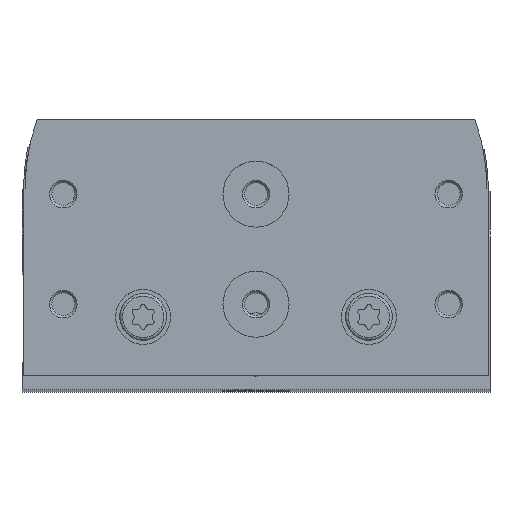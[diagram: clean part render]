
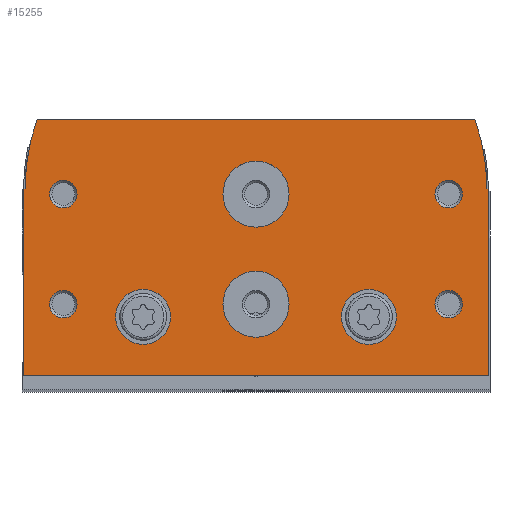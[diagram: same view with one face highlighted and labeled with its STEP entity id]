
A CAD part, top view. The second image highlights one B-rep face of the part: STEP entity #15255.
In plain terms, the highlighted planar face has unit normal (0, 0, 1).
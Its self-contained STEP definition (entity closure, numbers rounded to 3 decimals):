
#570=LINE('',#23873,#1434);
#575=LINE('',#23883,#1439);
#582=LINE('',#23900,#1446);
#588=LINE('',#23912,#1452);
#596=LINE('',#23933,#1460);
#597=LINE('',#23991,#1461);
#1434=VECTOR('',#19377,1000.);
#1439=VECTOR('',#19384,1000.);
#1446=VECTOR('',#19399,1000.);
#1452=VECTOR('',#19409,1000.);
#1460=VECTOR('',#19431,1000.);
#1461=VECTOR('',#19490,1000.);
#2007=PLANE('',#16501);
#3711=ORIENTED_EDGE('',*,*,#6730,.F.);
#3712=ORIENTED_EDGE('',*,*,#6731,.F.);
#3713=ORIENTED_EDGE('',*,*,#6732,.T.);
#3714=ORIENTED_EDGE('',*,*,#6733,.T.);
#3715=ORIENTED_EDGE('',*,*,#6734,.T.);
#3716=ORIENTED_EDGE('',*,*,#6735,.T.);
#3717=ORIENTED_EDGE('',*,*,#6736,.T.);
#3718=ORIENTED_EDGE('',*,*,#6737,.T.);
#3719=ORIENTED_EDGE('',*,*,#6688,.T.);
#3720=ORIENTED_EDGE('',*,*,#6682,.T.);
#3721=ORIENTED_EDGE('',*,*,#6700,.T.);
#3722=ORIENTED_EDGE('',*,*,#6668,.T.);
#3723=ORIENTED_EDGE('',*,*,#6673,.T.);
#3724=ORIENTED_EDGE('',*,*,#6677,.T.);
#3725=ORIENTED_EDGE('',*,*,#6729,.T.);
#3726=ORIENTED_EDGE('',*,*,#6694,.T.);
#6668=EDGE_CURVE('',#8326,#8325,#570,.T.);
#6673=EDGE_CURVE('',#8325,#8329,#575,.T.);
#6677=EDGE_CURVE('',#8329,#8331,#9411,.T.);
#6682=EDGE_CURVE('',#8333,#8335,#582,.T.);
#6688=EDGE_CURVE('',#8339,#8333,#588,.T.);
#6694=EDGE_CURVE('',#8344,#8339,#9413,.T.);
#6700=EDGE_CURVE('',#8335,#8326,#596,.T.);
#6729=EDGE_CURVE('',#8331,#8344,#597,.T.);
#6730=EDGE_CURVE('',#8374,#8374,#9444,.T.);
#6731=EDGE_CURVE('',#8375,#8375,#9445,.T.);
#6732=EDGE_CURVE('',#8376,#8376,#9446,.T.);
#6733=EDGE_CURVE('',#8377,#8377,#9447,.T.);
#6734=EDGE_CURVE('',#8378,#8378,#9448,.T.);
#6735=EDGE_CURVE('',#8379,#8379,#9449,.T.);
#6736=EDGE_CURVE('',#8380,#8380,#9450,.T.);
#6737=EDGE_CURVE('',#8381,#8381,#9451,.T.);
#8325=VERTEX_POINT('',#23872);
#8326=VERTEX_POINT('',#23874);
#8329=VERTEX_POINT('',#23882);
#8331=VERTEX_POINT('',#23889);
#8333=VERTEX_POINT('',#23894);
#8335=VERTEX_POINT('',#23899);
#8339=VERTEX_POINT('',#23910);
#8344=VERTEX_POINT('',#23925);
#8374=VERTEX_POINT('',#23994);
#8375=VERTEX_POINT('',#23996);
#8376=VERTEX_POINT('',#23998);
#8377=VERTEX_POINT('',#24000);
#8378=VERTEX_POINT('',#24002);
#8379=VERTEX_POINT('',#24004);
#8380=VERTEX_POINT('',#24006);
#8381=VERTEX_POINT('',#24008);
#9411=CIRCLE('',#16461,37.);
#9413=CIRCLE('',#16468,37.);
#9444=CIRCLE('',#16502,5.);
#9445=CIRCLE('',#16503,5.);
#9446=CIRCLE('',#16504,6.);
#9447=CIRCLE('',#16505,6.);
#9448=CIRCLE('',#16506,2.5);
#9449=CIRCLE('',#16507,2.5);
#9450=CIRCLE('',#16508,2.5);
#9451=CIRCLE('',#16509,2.5);
#10503=EDGE_LOOP('',(#3711));
#10504=EDGE_LOOP('',(#3712));
#10505=EDGE_LOOP('',(#3713));
#10506=EDGE_LOOP('',(#3714));
#10507=EDGE_LOOP('',(#3715));
#10508=EDGE_LOOP('',(#3716));
#10509=EDGE_LOOP('',(#3717));
#10510=EDGE_LOOP('',(#3718));
#10511=EDGE_LOOP('',(#3719,#3720,#3721,#3722,#3723,#3724,#3725,#3726));
#11703=FACE_BOUND('',#10503,.T.);
#11704=FACE_BOUND('',#10504,.T.);
#11705=FACE_BOUND('',#10505,.T.);
#11706=FACE_BOUND('',#10506,.T.);
#11707=FACE_BOUND('',#10507,.T.);
#11708=FACE_BOUND('',#10508,.T.);
#11709=FACE_BOUND('',#10509,.T.);
#11710=FACE_BOUND('',#10510,.T.);
#11711=FACE_BOUND('',#10511,.T.);
#15255=ADVANCED_FACE('',(#11703,#11704,#11705,#11706,#11707,#11708,#11709,
#11710,#11711),#2007,.T.);
#16461=AXIS2_PLACEMENT_3D('',#23890,#19391,#19392);
#16468=AXIS2_PLACEMENT_3D('',#23924,#19420,#19421);
#16501=AXIS2_PLACEMENT_3D('',#23992,#19491,#19492);
#16502=AXIS2_PLACEMENT_3D('',#23993,#19493,#19494);
#16503=AXIS2_PLACEMENT_3D('',#23995,#19495,#19496);
#16504=AXIS2_PLACEMENT_3D('',#23997,#19497,#19498);
#16505=AXIS2_PLACEMENT_3D('',#23999,#19499,#19500);
#16506=AXIS2_PLACEMENT_3D('',#24001,#19501,#19502);
#16507=AXIS2_PLACEMENT_3D('',#24003,#19503,#19504);
#16508=AXIS2_PLACEMENT_3D('',#24005,#19505,#19506);
#16509=AXIS2_PLACEMENT_3D('',#24007,#19507,#19508);
#19377=DIRECTION('',(0.,1.,0.));
#19384=DIRECTION('',(-0.866,0.5,0.));
#19391=DIRECTION('',(0.,0.,1.));
#19392=DIRECTION('',(1.,0.,0.));
#19399=DIRECTION('',(0.,-1.,0.));
#19409=DIRECTION('',(-0.866,-0.5,0.));
#19420=DIRECTION('',(0.,0.,1.));
#19421=DIRECTION('',(1.,0.,0.));
#19431=DIRECTION('',(1.,0.,0.));
#19490=DIRECTION('',(-1.,0.,0.));
#19491=DIRECTION('',(0.,0.,1.));
#19492=DIRECTION('',(1.,0.,0.));
#19493=DIRECTION('',(0.,0.,1.));
#19494=DIRECTION('',(1.,0.,0.));
#19495=DIRECTION('',(0.,0.,1.));
#19496=DIRECTION('',(1.,0.,0.));
#19497=DIRECTION('',(0.,0.,-1.));
#19498=DIRECTION('',(-1.,0.,0.));
#19499=DIRECTION('',(0.,0.,-1.));
#19500=DIRECTION('',(-1.,0.,0.));
#19501=DIRECTION('',(0.,0.,-1.));
#19502=DIRECTION('',(-1.,0.,0.));
#19503=DIRECTION('',(0.,0.,-1.));
#19504=DIRECTION('',(-1.,0.,0.));
#19505=DIRECTION('',(0.,0.,-1.));
#19506=DIRECTION('',(-1.,0.,0.));
#19507=DIRECTION('',(0.,0.,-1.));
#19508=DIRECTION('',(-1.,0.,0.));
#23872=CARTESIAN_POINT('',(42.25,33.827,0.));
#23873=CARTESIAN_POINT('',(42.25,0.,0.));
#23874=CARTESIAN_POINT('',(42.25,0.,0.));
#23882=CARTESIAN_POINT('',(41.95,34.,0.));
#23883=CARTESIAN_POINT('',(42.25,33.827,0.));
#23889=CARTESIAN_POINT('',(39.775,46.5,0.));
#23890=CARTESIAN_POINT('',(4.95,34.,0.));
#23894=CARTESIAN_POINT('',(-42.25,33.827,0.));
#23899=CARTESIAN_POINT('',(-42.25,0.,0.));
#23900=CARTESIAN_POINT('',(-42.25,33.827,0.));
#23910=CARTESIAN_POINT('',(-41.95,34.,0.));
#23912=CARTESIAN_POINT('',(-41.95,34.,0.));
#23924=CARTESIAN_POINT('',(-4.95,34.,0.));
#23925=CARTESIAN_POINT('',(-39.775,46.5,0.));
#23933=CARTESIAN_POINT('',(-42.25,0.,0.));
#23991=CARTESIAN_POINT('',(39.775,46.5,0.));
#23992=CARTESIAN_POINT('',(4.95,34.,0.));
#23993=CARTESIAN_POINT('',(-20.5,10.7,0.));
#23994=CARTESIAN_POINT('',(-15.5,10.7,0.));
#23995=CARTESIAN_POINT('',(20.5,10.7,0.));
#23996=CARTESIAN_POINT('',(25.5,10.7,0.));
#23997=CARTESIAN_POINT('',(0.,13.,0.));
#23998=CARTESIAN_POINT('',(-6.,13.,0.));
#23999=CARTESIAN_POINT('',(0.,33.,0.));
#24000=CARTESIAN_POINT('',(-6.,33.,0.));
#24001=CARTESIAN_POINT('',(35.,13.,0.));
#24002=CARTESIAN_POINT('',(32.5,13.,0.));
#24003=CARTESIAN_POINT('',(-35.,13.,0.));
#24004=CARTESIAN_POINT('',(-37.5,13.,0.));
#24005=CARTESIAN_POINT('',(-35.,33.,0.));
#24006=CARTESIAN_POINT('',(-37.5,33.,0.));
#24007=CARTESIAN_POINT('',(35.,33.,0.));
#24008=CARTESIAN_POINT('',(32.5,33.,0.));
